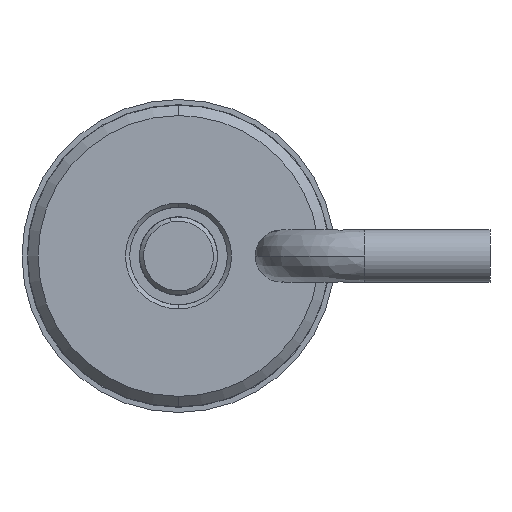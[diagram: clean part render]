
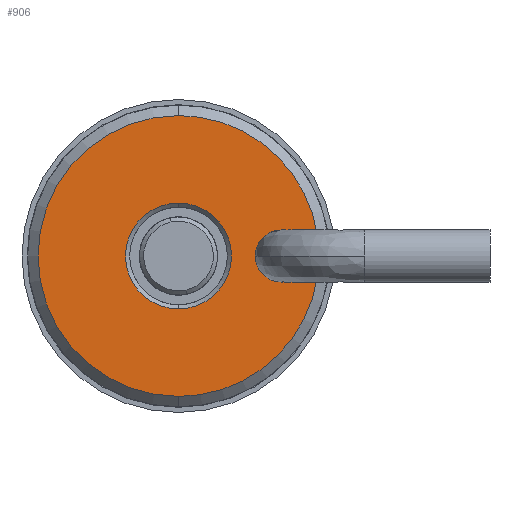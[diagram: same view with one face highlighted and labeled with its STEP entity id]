
A CAD part, left-side view. The second image highlights one B-rep face of the part: STEP entity #906.
In plain terms, the highlighted planar face has unit normal (-1, 0, 0).
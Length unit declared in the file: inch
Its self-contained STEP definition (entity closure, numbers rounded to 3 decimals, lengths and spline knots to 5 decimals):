
#99 = VERTEX_POINT ( 'NONE', #2736 ) ;
#130 = CARTESIAN_POINT ( 'NONE',  ( 0., 0.33238, -0.0525 ) ) ;
#140 = EDGE_CURVE ( 'NONE', #438, #1406, #797, .T. ) ;
#151 = CIRCLE ( 'NONE', #325, 0.127 ) ;
#192 = CIRCLE ( 'NONE', #1150, 0.3365 ) ;
#218 = EDGE_LOOP ( 'NONE', ( #1552, #2335 ) ) ;
#300 = LINE ( 'NONE', #826, #2619 ) ;
#303 = DIRECTION ( 'NONE',  ( 0., 0., 1. ) ) ;
#325 = AXIS2_PLACEMENT_3D ( 'NONE', #3532, #2112, #1770 ) ;
#327 = AXIS2_PLACEMENT_3D ( 'NONE', #1372, #3549, #2127 ) ;
#344 = ORIENTED_EDGE ( 'NONE', *, *, #140, .T. ) ;
#412 = CARTESIAN_POINT ( 'NONE',  ( 0., 0.2365, -0.0525 ) ) ;
#438 = VERTEX_POINT ( 'NONE', #412 ) ;
#486 = EDGE_LOOP ( 'NONE', ( #864, #647, #2349, #344, #656, #2085 ) ) ;
#490 = DIRECTION ( 'NONE',  ( 0., 0., -1. ) ) ;
#647 = ORIENTED_EDGE ( 'NONE', *, *, #2745, .T. ) ;
#656 = ORIENTED_EDGE ( 'NONE', *, *, #1225, .F. ) ;
#695 = CARTESIAN_POINT ( 'NONE',  ( 0., 0.2365, 0.0525 ) ) ;
#797 = LINE ( 'NONE', #3323, #3472 ) ;
#826 = CARTESIAN_POINT ( 'NONE',  ( 0., 0.2365, 0.0525 ) ) ;
#830 = CARTESIAN_POINT ( 'NONE',  ( 0., 0., 0. ) ) ;
#864 = ORIENTED_EDGE ( 'NONE', *, *, #1442, .F. ) ;
#876 = FACE_OUTER_BOUND ( 'NONE', #486, .T. ) ;
#882 = CARTESIAN_POINT ( 'NONE',  ( 0., 0., -0.3365 ) ) ;
#893 = DIRECTION ( 'NONE',  ( 1., 0., 0. ) ) ;
#906 = ADVANCED_FACE ( 'NONE', ( #876, #2842 ), #2545, .F. ) ;
#907 = EDGE_CURVE ( 'NONE', #3041, #438, #2080, .T. ) ;
#982 = EDGE_CURVE ( 'NONE', #1775, #3221, #3513, .T. ) ;
#1027 = AXIS2_PLACEMENT_3D ( 'NONE', #830, #1957, #303 ) ;
#1087 = AXIS2_PLACEMENT_3D ( 'NONE', #2350, #3259, #1817 ) ;
#1150 = AXIS2_PLACEMENT_3D ( 'NONE', #3383, #2722, #490 ) ;
#1225 = EDGE_CURVE ( 'NONE', #2935, #1406, #192, .T. ) ;
#1372 = CARTESIAN_POINT ( 'NONE',  ( 0., 0., 0. ) ) ;
#1406 = VERTEX_POINT ( 'NONE', #130 ) ;
#1425 = CARTESIAN_POINT ( 'NONE',  ( 0., 0.33238, 0.0525 ) ) ;
#1442 = EDGE_CURVE ( 'NONE', #3590, #99, #2489, .T. ) ;
#1552 = ORIENTED_EDGE ( 'NONE', *, *, #2289, .F. ) ;
#1770 = DIRECTION ( 'NONE',  ( 0., 0., 1. ) ) ;
#1775 = VERTEX_POINT ( 'NONE', #3172 ) ;
#1794 = AXIS2_PLACEMENT_3D ( 'NONE', #3360, #893, #2286 ) ;
#1817 = DIRECTION ( 'NONE',  ( 0., 0., -1. ) ) ;
#1891 = CARTESIAN_POINT ( 'NONE',  ( 0., 0., 0.127 ) ) ;
#1899 = AXIS2_PLACEMENT_3D ( 'NONE', #2490, #2002, #3374 ) ;
#1925 = DIRECTION ( 'NONE',  ( 0., 1., 0. ) ) ;
#1957 = DIRECTION ( 'NONE',  ( -1., 0., 0. ) ) ;
#2002 = DIRECTION ( 'NONE',  ( 1., 0., 0. ) ) ;
#2080 = CIRCLE ( 'NONE', #1899, 0.0525 ) ;
#2085 = ORIENTED_EDGE ( 'NONE', *, *, #3558, .F. ) ;
#2112 = DIRECTION ( 'NONE',  ( -1., 0., 0. ) ) ;
#2127 = DIRECTION ( 'NONE',  ( 0., 0., -1. ) ) ;
#2286 = DIRECTION ( 'NONE',  ( 0., 0., -1. ) ) ;
#2289 = EDGE_CURVE ( 'NONE', #3221, #1775, #151, .T. ) ;
#2335 = ORIENTED_EDGE ( 'NONE', *, *, #982, .F. ) ;
#2349 = ORIENTED_EDGE ( 'NONE', *, *, #907, .T. ) ;
#2350 = CARTESIAN_POINT ( 'NONE',  ( 0., 0., 0. ) ) ;
#2489 = CIRCLE ( 'NONE', #1087, 0.3365 ) ;
#2490 = CARTESIAN_POINT ( 'NONE',  ( 0., 0.2365, 0. ) ) ;
#2545 = PLANE ( 'NONE',  #1794 ) ;
#2619 = VECTOR ( 'NONE', #3485, 39.37008 ) ;
#2722 = DIRECTION ( 'NONE',  ( 1., 0., 0. ) ) ;
#2736 = CARTESIAN_POINT ( 'NONE',  ( 0., 0., 0.3365 ) ) ;
#2745 = EDGE_CURVE ( 'NONE', #3590, #3041, #300, .T. ) ;
#2842 = FACE_BOUND ( 'NONE', #218, .T. ) ;
#2935 = VERTEX_POINT ( 'NONE', #882 ) ;
#3041 = VERTEX_POINT ( 'NONE', #695 ) ;
#3172 = CARTESIAN_POINT ( 'NONE',  ( 0., 0., -0.127 ) ) ;
#3221 = VERTEX_POINT ( 'NONE', #1891 ) ;
#3259 = DIRECTION ( 'NONE',  ( 1., 0., 0. ) ) ;
#3323 = CARTESIAN_POINT ( 'NONE',  ( 0., 0.2365, -0.0525 ) ) ;
#3360 = CARTESIAN_POINT ( 'NONE',  ( 0., 0., 0. ) ) ;
#3374 = DIRECTION ( 'NONE',  ( 0., 0., -1. ) ) ;
#3383 = CARTESIAN_POINT ( 'NONE',  ( 0., 0., 0. ) ) ;
#3396 = CIRCLE ( 'NONE', #327, 0.3365 ) ;
#3472 = VECTOR ( 'NONE', #1925, 39.37008 ) ;
#3485 = DIRECTION ( 'NONE',  ( 0., -1., 0. ) ) ;
#3513 = CIRCLE ( 'NONE', #1027, 0.127 ) ;
#3532 = CARTESIAN_POINT ( 'NONE',  ( 0., 0., 0. ) ) ;
#3549 = DIRECTION ( 'NONE',  ( 1., 0., 0. ) ) ;
#3558 = EDGE_CURVE ( 'NONE', #99, #2935, #3396, .T. ) ;
#3590 = VERTEX_POINT ( 'NONE', #1425 ) ;
